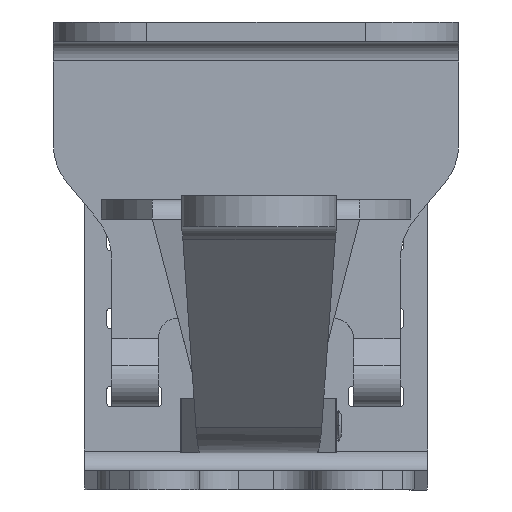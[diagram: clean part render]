
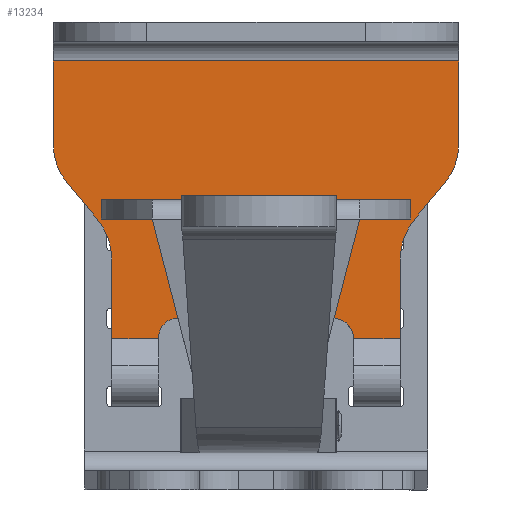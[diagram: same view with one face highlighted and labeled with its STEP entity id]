
A CAD part, left-side view. The second image highlights one B-rep face of the part: STEP entity #13234.
In plain terms, the highlighted planar face has unit normal (-1, 0, 0).
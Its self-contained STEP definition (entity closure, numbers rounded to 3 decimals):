
#10703=DIRECTION('',(0.,0.,1.));
#10704=VECTOR('',#10703,10.601);
#10705=CARTESIAN_POINT('',(57.5,26.,44.403));
#10706=LINE('',#10705,#10704);
#10881=DIRECTION('',(0.,0.,-1.));
#10882=VECTOR('',#10881,10.601);
#10883=CARTESIAN_POINT('',(57.5,-26.,55.004));
#10884=LINE('',#10883,#10882);
#11063=CARTESIAN_POINT('',(57.5,-18.,44.403));
#11064=DIRECTION('',(-1.,0.,0.));
#11065=DIRECTION('',(0.,-0.768,-0.641));
#11066=AXIS2_PLACEMENT_3D('',#11063,#11064,#11065);
#11071=DIRECTION('',(0.,-0.641,0.768));
#11072=VECTOR('',#11071,5.91);
#11073=CARTESIAN_POINT('',(57.5,-20.357,34.739));
#11074=LINE('',#11073,#11072);
#11078=CARTESIAN_POINT('',(57.5,-26.5,29.615));
#11079=DIRECTION('',(1.,0.,0.));
#11080=DIRECTION('',(0.,1.,0.));
#11081=AXIS2_PLACEMENT_3D('',#11078,#11079,#11080);
#11086=DIRECTION('',(0.,0.,-1.));
#11087=VECTOR('',#11086,0.083);
#11088=CARTESIAN_POINT('',(57.5,-12.5,19.497));
#11089=LINE('',#11088,#11087);
#11093=CARTESIAN_POINT('',(57.5,-10.,19.497));
#11094=DIRECTION('',(1.,0.,0.));
#11095=DIRECTION('',(0.,0.,1.));
#11096=AXIS2_PLACEMENT_3D('',#11093,#11094,#11095);
#11101=CARTESIAN_POINT('',(57.5,-10.501,19.548));
#11102=DIRECTION('',(1.,0.,0.));
#11103=DIRECTION('',(0.,1.,0.));
#11104=AXIS2_PLACEMENT_3D('',#11101,#11102,#11103);
#11109=DIRECTION('',(0.,0.,1.));
#11110=VECTOR('',#11109,12.544);
#11111=CARTESIAN_POINT('',(57.5,-8.001,7.004));
#11112=LINE('',#11111,#11110);
#11116=CARTESIAN_POINT('',(57.5,-6.001,7.004));
#11117=DIRECTION('',(-1.,0.,0.));
#11118=DIRECTION('',(0.,0.,-1.));
#11119=AXIS2_PLACEMENT_3D('',#11116,#11117,#11118);
#11124=DIRECTION('',(0.,-1.,0.));
#11125=VECTOR('',#11124,12.);
#11126=CARTESIAN_POINT('',(57.5,5.999,5.004));
#11127=LINE('',#11126,#11125);
#11131=CARTESIAN_POINT('',(57.5,5.999,7.004));
#11132=DIRECTION('',(-1.,0.,0.));
#11133=DIRECTION('',(0.,1.,0.));
#11134=AXIS2_PLACEMENT_3D('',#11131,#11132,#11133);
#11139=DIRECTION('',(0.,0.,-1.));
#11140=VECTOR('',#11139,12.494);
#11141=CARTESIAN_POINT('',(57.5,8.001,19.498));
#11142=LINE('',#11141,#11140);
#11146=CARTESIAN_POINT('',(57.5,10.501,19.497));
#11147=DIRECTION('',(1.,0.,0.));
#11148=DIRECTION('',(0.,0.,1.));
#11149=AXIS2_PLACEMENT_3D('',#11146,#11147,#11148);
#11154=CARTESIAN_POINT('',(57.5,10.,19.548));
#11155=DIRECTION('',(1.,0.,0.));
#11156=DIRECTION('',(0.,1.,0.));
#11157=AXIS2_PLACEMENT_3D('',#11154,#11155,#11156);
#11162=CARTESIAN_POINT('',(57.5,26.5,29.615));
#11163=DIRECTION('',(1.,0.,0.));
#11164=DIRECTION('',(0.,-0.768,0.641));
#11165=AXIS2_PLACEMENT_3D('',#11162,#11163,#11164);
#11170=DIRECTION('',(0.,-0.641,-0.768));
#11171=VECTOR('',#11170,5.91);
#11172=CARTESIAN_POINT('',(57.5,24.143,39.278));
#11173=LINE('',#11172,#11171);
#11177=CARTESIAN_POINT('',(57.5,18.,44.403));
#11178=DIRECTION('',(-1.,0.,0.));
#11179=DIRECTION('',(0.,1.,0.));
#11180=AXIS2_PLACEMENT_3D('',#11177,#11178,#11179);
#11185=CARTESIAN_POINT('',(57.5,-0.001,12.004));
#11186=DIRECTION('',(1.,0.,0.));
#11187=DIRECTION('',(0.,-1.,0.));
#11188=AXIS2_PLACEMENT_3D('',#11185,#11186,#11187);
#11193=CARTESIAN_POINT('',(57.5,-0.001,12.004));
#11194=DIRECTION('',(1.,0.,0.));
#11195=DIRECTION('',(0.,1.,0.));
#11196=AXIS2_PLACEMENT_3D('',#11193,#11194,#11195);
#11222=DIRECTION('',(0.,0.,-1.));
#11223=VECTOR('',#11222,10.201);
#11224=CARTESIAN_POINT('',(57.5,-18.5,29.615));
#11225=LINE('',#11224,#11223);
#11287=DIRECTION('',(0.,1.,0.));
#11288=VECTOR('',#11287,6.);
#11289=CARTESIAN_POINT('',(57.5,-18.5,19.414));
#11290=LINE('',#11289,#11288);
#11494=DIRECTION('',(0.,0.,1.));
#11495=VECTOR('',#11494,10.201);
#11496=CARTESIAN_POINT('',(57.5,18.5,19.414));
#11497=LINE('',#11496,#11495);
#11559=DIRECTION('',(0.,1.,0.));
#11560=VECTOR('',#11559,6.);
#11561=CARTESIAN_POINT('',(57.5,12.5,19.414));
#11562=LINE('',#11561,#11560);
#11631=DIRECTION('',(0.,0.,-1.));
#11632=VECTOR('',#11631,0.134);
#11633=CARTESIAN_POINT('',(57.5,12.5,19.548));
#11634=LINE('',#11633,#11632);
#11701=DIRECTION('',(0.,-1.,0.));
#11702=VECTOR('',#11701,52.);
#11703=CARTESIAN_POINT('',(57.5,26.,55.004));
#11704=LINE('',#11703,#11702);
#12620=CARTESIAN_POINT('',(57.5,-26.,55.004));
#12621=VERTEX_POINT('',#12620);
#12622=CARTESIAN_POINT('',(57.5,-26.,44.403));
#12623=VERTEX_POINT('',#12622);
#12626=CARTESIAN_POINT('',(57.5,26.,44.403));
#12627=VERTEX_POINT('',#12626);
#12628=CARTESIAN_POINT('',(57.5,26.,55.004));
#12629=VERTEX_POINT('',#12628);
#12690=CARTESIAN_POINT('',(57.5,-24.143,39.278));
#12691=VERTEX_POINT('',#12690);
#12692=CARTESIAN_POINT('',(57.5,-20.357,34.739));
#12693=VERTEX_POINT('',#12692);
#12694=CARTESIAN_POINT('',(57.5,-18.5,29.615));
#12695=VERTEX_POINT('',#12694);
#12696=CARTESIAN_POINT('',(57.5,-18.5,19.414));
#12698=VERTEX_POINT('',#12696);
#12716=CARTESIAN_POINT('',(57.5,-12.5,19.414));
#12717=VERTEX_POINT('',#12716);
#12718=CARTESIAN_POINT('',(57.5,24.143,39.278));
#12719=VERTEX_POINT('',#12718);
#12720=CARTESIAN_POINT('',(57.5,20.357,34.739));
#12721=VERTEX_POINT('',#12720);
#12722=CARTESIAN_POINT('',(57.5,18.5,29.615));
#12723=VERTEX_POINT('',#12722);
#12724=CARTESIAN_POINT('',(57.5,18.5,19.414));
#12725=VERTEX_POINT('',#12724);
#12726=CARTESIAN_POINT('',(57.5,12.5,19.414));
#12727=VERTEX_POINT('',#12726);
#12728=CARTESIAN_POINT('',(57.5,12.5,19.548));
#12729=VERTEX_POINT('',#12728);
#12730=CARTESIAN_POINT('',(57.5,10.501,21.997));
#12731=VERTEX_POINT('',#12730);
#12732=CARTESIAN_POINT('',(57.5,8.001,19.498));
#12733=VERTEX_POINT('',#12732);
#12734=CARTESIAN_POINT('',(57.5,7.999,7.004));
#12735=VERTEX_POINT('',#12734);
#12736=CARTESIAN_POINT('',(57.5,5.999,5.004));
#12737=VERTEX_POINT('',#12736);
#12738=CARTESIAN_POINT('',(57.5,-6.001,5.004));
#12739=VERTEX_POINT('',#12738);
#12740=CARTESIAN_POINT('',(57.5,-8.001,7.004));
#12741=VERTEX_POINT('',#12740);
#12742=CARTESIAN_POINT('',(57.5,-8.001,19.548));
#12743=VERTEX_POINT('',#12742);
#12744=CARTESIAN_POINT('',(57.5,-10.,21.997));
#12745=VERTEX_POINT('',#12744);
#12746=CARTESIAN_POINT('',(57.5,-12.5,19.497));
#12747=VERTEX_POINT('',#12746);
#12895=CARTESIAN_POINT('',(57.5,4.249,12.004));
#12897=VERTEX_POINT('',#12895);
#12898=CARTESIAN_POINT('',(57.5,-4.251,12.004));
#12899=VERTEX_POINT('',#12898);
#13176=CARTESIAN_POINT('',(57.5,0.,30.004));
#13177=DIRECTION('',(1.,0.,0.));
#13178=DIRECTION('',(0.,1.,0.));
#13179=AXIS2_PLACEMENT_3D('',#13176,#13177,#13178);
#13180=PLANE('',#13179);
#13181=ORIENTED_EDGE('',*,*,#13093,.T.);
#13183=ORIENTED_EDGE('',*,*,#13182,.F.);
#13185=ORIENTED_EDGE('',*,*,#13184,.F.);
#13187=ORIENTED_EDGE('',*,*,#13186,.F.);
#13189=ORIENTED_EDGE('',*,*,#13188,.T.);
#13191=ORIENTED_EDGE('',*,*,#13190,.T.);
#13193=ORIENTED_EDGE('',*,*,#13192,.F.);
#13195=ORIENTED_EDGE('',*,*,#13194,.F.);
#13197=ORIENTED_EDGE('',*,*,#13196,.F.);
#13199=ORIENTED_EDGE('',*,*,#13198,.F.);
#13201=ORIENTED_EDGE('',*,*,#13200,.F.);
#13203=ORIENTED_EDGE('',*,*,#13202,.F.);
#13205=ORIENTED_EDGE('',*,*,#13204,.F.);
#13207=ORIENTED_EDGE('',*,*,#13206,.F.);
#13209=ORIENTED_EDGE('',*,*,#13208,.F.);
#13211=ORIENTED_EDGE('',*,*,#13210,.F.);
#13213=ORIENTED_EDGE('',*,*,#13212,.T.);
#13215=ORIENTED_EDGE('',*,*,#13214,.T.);
#13217=ORIENTED_EDGE('',*,*,#13216,.T.);
#13219=ORIENTED_EDGE('',*,*,#13218,.F.);
#13221=ORIENTED_EDGE('',*,*,#13220,.F.);
#13222=ORIENTED_EDGE('',*,*,#13167,.F.);
#13223=ORIENTED_EDGE('',*,*,#13012,.T.);
#13225=ORIENTED_EDGE('',*,*,#13224,.T.);
#13226=EDGE_LOOP('',(#13181,#13183,#13185,#13187,#13189,#13191,#13193,#13195,
#13197,#13199,#13201,#13203,#13205,#13207,#13209,#13211,#13213,#13215,#13217,
#13219,#13221,#13222,#13223,#13225));
#13227=FACE_OUTER_BOUND('',#13226,.F.);
#13229=ORIENTED_EDGE('',*,*,#13228,.F.);
#13231=ORIENTED_EDGE('',*,*,#13230,.F.);
#13232=EDGE_LOOP('',(#13229,#13231));
#13233=FACE_BOUND('',#13232,.F.);
#13234=ADVANCED_FACE('',(#13227,#13233),#13180,.F.);
#11067=CIRCLE('',#11066,8.);
#11082=CIRCLE('',#11081,8.);
#11097=CIRCLE('',#11096,2.5);
#11105=CIRCLE('',#11104,2.5);
#11120=CIRCLE('',#11119,2.);
#11135=CIRCLE('',#11134,2.);
#11150=CIRCLE('',#11149,2.5);
#11158=CIRCLE('',#11157,2.5);
#11166=CIRCLE('',#11165,8.);
#11181=CIRCLE('',#11180,8.);
#11189=CIRCLE('',#11188,4.25);
#11197=CIRCLE('',#11196,4.25);
#13012=EDGE_CURVE('',#12627,#12629,#10706,.T.);
#13093=EDGE_CURVE('',#12621,#12623,#10884,.T.);
#13167=EDGE_CURVE('',#12627,#12719,#11181,.T.);
#13182=EDGE_CURVE('',#12691,#12623,#11067,.T.);
#13184=EDGE_CURVE('',#12693,#12691,#11074,.T.);
#13186=EDGE_CURVE('',#12695,#12693,#11082,.T.);
#13188=EDGE_CURVE('',#12695,#12698,#11225,.T.);
#13190=EDGE_CURVE('',#12698,#12717,#11290,.T.);
#13192=EDGE_CURVE('',#12747,#12717,#11089,.T.);
#13194=EDGE_CURVE('',#12745,#12747,#11097,.T.);
#13196=EDGE_CURVE('',#12743,#12745,#11105,.T.);
#13198=EDGE_CURVE('',#12741,#12743,#11112,.T.);
#13200=EDGE_CURVE('',#12739,#12741,#11120,.T.);
#13202=EDGE_CURVE('',#12737,#12739,#11127,.T.);
#13204=EDGE_CURVE('',#12735,#12737,#11135,.T.);
#13206=EDGE_CURVE('',#12733,#12735,#11142,.T.);
#13208=EDGE_CURVE('',#12731,#12733,#11150,.T.);
#13210=EDGE_CURVE('',#12729,#12731,#11158,.T.);
#13212=EDGE_CURVE('',#12729,#12727,#11634,.T.);
#13214=EDGE_CURVE('',#12727,#12725,#11562,.T.);
#13216=EDGE_CURVE('',#12725,#12723,#11497,.T.);
#13218=EDGE_CURVE('',#12721,#12723,#11166,.T.);
#13220=EDGE_CURVE('',#12719,#12721,#11173,.T.);
#13224=EDGE_CURVE('',#12629,#12621,#11704,.T.);
#13228=EDGE_CURVE('',#12899,#12897,#11189,.T.);
#13230=EDGE_CURVE('',#12897,#12899,#11197,.T.);
